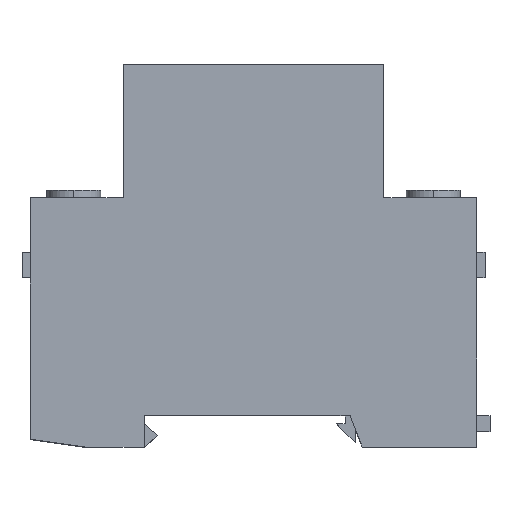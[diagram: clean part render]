
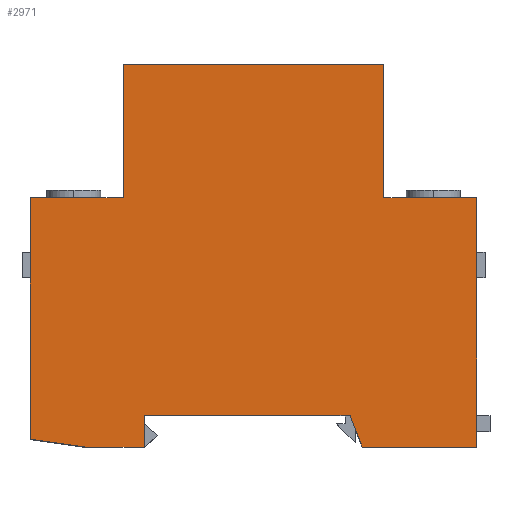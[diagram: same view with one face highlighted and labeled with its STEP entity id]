
A CAD part, top view. The second image highlights one B-rep face of the part: STEP entity #2971.
In plain terms, the highlighted planar face has unit normal (0, 0, 1).
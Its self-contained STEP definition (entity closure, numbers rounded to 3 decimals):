
#123 = CARTESIAN_POINT ( 'NONE',  ( -29., 0., 35.75 ) ) ;
#237 = LINE ( 'NONE', #4733, #4208 ) ;
#571 = LINE ( 'NONE', #7692, #728 ) ;
#626 = CARTESIAN_POINT ( 'NONE',  ( -22.5, 43., 35.75 ) ) ;
#728 = VECTOR ( 'NONE', #9193, 1000. ) ;
#745 = CARTESIAN_POINT ( 'NONE',  ( 0., 0., 35.75 ) ) ;
#798 = DIRECTION ( 'NONE',  ( 1., 0., 0. ) ) ;
#857 = LINE ( 'NONE', #8683, #4950 ) ;
#959 = VERTEX_POINT ( 'NONE', #10665 ) ;
#1076 = VERTEX_POINT ( 'NONE', #8982 ) ;
#1166 = CARTESIAN_POINT ( 'NONE',  ( -22.5, 0., 35.75 ) ) ;
#1252 = AXIS2_PLACEMENT_3D ( 'NONE', #745, #7859, #8794 ) ;
#1510 = DIRECTION ( 'NONE',  ( 0., 1., 0. ) ) ;
#1532 = EDGE_CURVE ( 'NONE', #8819, #959, #10773, .T. ) ;
#1534 = CARTESIAN_POINT ( 'NONE',  ( 22.5, 43., 35.75 ) ) ;
#1557 = LINE ( 'NONE', #2502, #6440 ) ;
#1600 = CARTESIAN_POINT ( 'NONE',  ( -38.5, 0., 35.75 ) ) ;
#1639 = ORIENTED_EDGE ( 'NONE', *, *, #1532, .F. ) ;
#1671 = EDGE_CURVE ( 'NONE', #10298, #9053, #571, .T. ) ;
#1672 = PLANE ( 'NONE',  #1252 ) ;
#1784 = CARTESIAN_POINT ( 'NONE',  ( 0., 43., 35.75 ) ) ;
#1793 = LINE ( 'NONE', #7069, #4595 ) ;
#1847 = DIRECTION ( 'NONE',  ( 1., 0., 0. ) ) ;
#1923 = LINE ( 'NONE', #1166, #9928 ) ;
#1984 = LINE ( 'NONE', #7942, #6638 ) ;
#2066 = EDGE_CURVE ( 'NONE', #9053, #3598, #6585, .T. ) ;
#2257 = ORIENTED_EDGE ( 'NONE', *, *, #7467, .T. ) ;
#2286 = CARTESIAN_POINT ( 'NONE',  ( 22.5, 66., 35.75 ) ) ;
#2440 = EDGE_CURVE ( 'NONE', #9437, #10298, #9512, .T. ) ;
#2471 = EDGE_CURVE ( 'NONE', #1076, #7936, #1793, .T. ) ;
#2502 = CARTESIAN_POINT ( 'NONE',  ( 22.5, 0., 35.75 ) ) ;
#2971 = ADVANCED_FACE ( 'NONE', ( #9668 ), #1672, .T. ) ;
#3049 = ORIENTED_EDGE ( 'NONE', *, *, #4053, .F. ) ;
#3359 = ORIENTED_EDGE ( 'NONE', *, *, #3815, .T. ) ;
#3572 = CARTESIAN_POINT ( 'NONE',  ( -18.85, 0., 35.75 ) ) ;
#3598 = VERTEX_POINT ( 'NONE', #11094 ) ;
#3608 = CARTESIAN_POINT ( 'NONE',  ( -38.5, 1.35, 35.75 ) ) ;
#3680 = LINE ( 'NONE', #9799, #7429 ) ;
#3796 = DIRECTION ( 'NONE',  ( 1., 0., 0. ) ) ;
#3815 = EDGE_CURVE ( 'NONE', #8819, #1076, #3680, .T. ) ;
#3835 = VECTOR ( 'NONE', #8428, 1000. ) ;
#3868 = EDGE_CURVE ( 'NONE', #4779, #10638, #1984, .T. ) ;
#3971 = ORIENTED_EDGE ( 'NONE', *, *, #6424, .F. ) ;
#4020 = ORIENTED_EDGE ( 'NONE', *, *, #6248, .T. ) ;
#4046 = VERTEX_POINT ( 'NONE', #626 ) ;
#4053 = EDGE_CURVE ( 'NONE', #6691, #4046, #237, .T. ) ;
#4208 = VECTOR ( 'NONE', #3796, 1000. ) ;
#4241 = CARTESIAN_POINT ( 'NONE',  ( 38.5, 43., 35.75 ) ) ;
#4249 = VECTOR ( 'NONE', #6759, 1000. ) ;
#4418 = EDGE_LOOP ( 'NONE', ( #1639, #3359, #5324, #3971, #4020, #8515, #8959, #3049, #9144, #4829, #4793, #7319, #2257 ) ) ;
#4565 = VECTOR ( 'NONE', #1847, 1000. ) ;
#4595 = VECTOR ( 'NONE', #8860, 1000. ) ;
#4627 = DIRECTION ( 'NONE',  ( 0., 1., 0. ) ) ;
#4733 = CARTESIAN_POINT ( 'NONE',  ( 0., 43., 35.75 ) ) ;
#4779 = VERTEX_POINT ( 'NONE', #8316 ) ;
#4793 = ORIENTED_EDGE ( 'NONE', *, *, #1671, .T. ) ;
#4829 = ORIENTED_EDGE ( 'NONE', *, *, #2440, .T. ) ;
#4950 = VECTOR ( 'NONE', #798, 1000. ) ;
#5324 = ORIENTED_EDGE ( 'NONE', *, *, #2471, .T. ) ;
#5638 = CARTESIAN_POINT ( 'NONE',  ( -18.85, 0., 35.75 ) ) ;
#6208 = CARTESIAN_POINT ( 'NONE',  ( -38.5, 43., 35.75 ) ) ;
#6248 = EDGE_CURVE ( 'NONE', #10158, #10638, #1557, .T. ) ;
#6356 = CARTESIAN_POINT ( 'NONE',  ( 16.364, 6.248, 35.75 ) ) ;
#6424 = EDGE_CURVE ( 'NONE', #10158, #7936, #8145, .T. ) ;
#6440 = VECTOR ( 'NONE', #1510, 1000. ) ;
#6585 = LINE ( 'NONE', #5638, #3835 ) ;
#6638 = VECTOR ( 'NONE', #10726, 1000. ) ;
#6691 = VERTEX_POINT ( 'NONE', #6208 ) ;
#6759 = DIRECTION ( 'NONE',  ( 0., 1., 0. ) ) ;
#7069 = CARTESIAN_POINT ( 'NONE',  ( 38.5, 0., 35.75 ) ) ;
#7133 = DIRECTION ( 'NONE',  ( 1., 0., 0. ) ) ;
#7319 = ORIENTED_EDGE ( 'NONE', *, *, #2066, .T. ) ;
#7401 = DIRECTION ( 'NONE',  ( -0.357, 0.934, 0. ) ) ;
#7429 = VECTOR ( 'NONE', #7133, 1000. ) ;
#7467 = EDGE_CURVE ( 'NONE', #3598, #959, #857, .T. ) ;
#7631 = VECTOR ( 'NONE', #7401, 1000. ) ;
#7692 = CARTESIAN_POINT ( 'NONE',  ( 0., 0., 35.75 ) ) ;
#7859 = DIRECTION ( 'NONE',  ( 0., 0., 1. ) ) ;
#7936 = VERTEX_POINT ( 'NONE', #4241 ) ;
#7942 = CARTESIAN_POINT ( 'NONE',  ( 0., 66., 35.75 ) ) ;
#8145 = LINE ( 'NONE', #1784, #4565 ) ;
#8316 = CARTESIAN_POINT ( 'NONE',  ( -22.5, 66., 35.75 ) ) ;
#8428 = DIRECTION ( 'NONE',  ( 0., 1., 0. ) ) ;
#8515 = ORIENTED_EDGE ( 'NONE', *, *, #3868, .F. ) ;
#8536 = EDGE_CURVE ( 'NONE', #9437, #6691, #11176, .T. ) ;
#8628 = DIRECTION ( 'NONE',  ( 0.99, -0.141, 0. ) ) ;
#8683 = CARTESIAN_POINT ( 'NONE',  ( 0., 5.5, 35.75 ) ) ;
#8794 = DIRECTION ( 'NONE',  ( 1., 0., 0. ) ) ;
#8819 = VERTEX_POINT ( 'NONE', #10989 ) ;
#8860 = DIRECTION ( 'NONE',  ( 0., 1., 0. ) ) ;
#8959 = ORIENTED_EDGE ( 'NONE', *, *, #10407, .F. ) ;
#8982 = CARTESIAN_POINT ( 'NONE',  ( 38.5, 0., 35.75 ) ) ;
#9053 = VERTEX_POINT ( 'NONE', #3572 ) ;
#9144 = ORIENTED_EDGE ( 'NONE', *, *, #8536, .F. ) ;
#9193 = DIRECTION ( 'NONE',  ( 1., 0., 0. ) ) ;
#9437 = VERTEX_POINT ( 'NONE', #3608 ) ;
#9512 = LINE ( 'NONE', #10440, #10918 ) ;
#9668 = FACE_OUTER_BOUND ( 'NONE', #4418, .T. ) ;
#9799 = CARTESIAN_POINT ( 'NONE',  ( 0., 0., 35.75 ) ) ;
#9928 = VECTOR ( 'NONE', #4627, 1000. ) ;
#10158 = VERTEX_POINT ( 'NONE', #1534 ) ;
#10298 = VERTEX_POINT ( 'NONE', #123 ) ;
#10407 = EDGE_CURVE ( 'NONE', #4046, #4779, #1923, .T. ) ;
#10440 = CARTESIAN_POINT ( 'NONE',  ( -0.574, -4.039, 35.75 ) ) ;
#10638 = VERTEX_POINT ( 'NONE', #2286 ) ;
#10665 = CARTESIAN_POINT ( 'NONE',  ( 16.65, 5.5, 35.75 ) ) ;
#10726 = DIRECTION ( 'NONE',  ( 1., 0., 0. ) ) ;
#10773 = LINE ( 'NONE', #6356, #7631 ) ;
#10918 = VECTOR ( 'NONE', #8628, 1000. ) ;
#10989 = CARTESIAN_POINT ( 'NONE',  ( 18.75, 0., 35.75 ) ) ;
#11094 = CARTESIAN_POINT ( 'NONE',  ( -18.85, 5.5, 35.75 ) ) ;
#11176 = LINE ( 'NONE', #1600, #4249 ) ;
